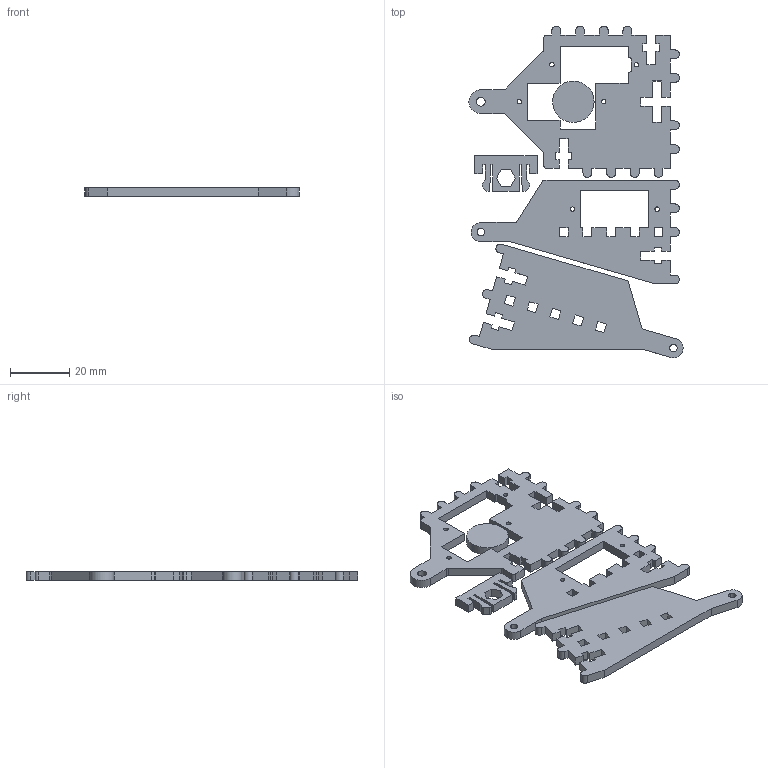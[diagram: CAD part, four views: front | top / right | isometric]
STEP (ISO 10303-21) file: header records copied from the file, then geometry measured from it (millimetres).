
FILE_DESCRIPTION(/* description */ (''),/* implementation_level */ '2;1');
FILE_NAME(/* name */ 'eye_3D_flat',/* time_stamp */ '2017-04-21T15:01:45+02:00',/* author */ (''),/* organization */ (''),/* preprocessor_version */ 'ST-DEVELOPER v15',/* originating_system */ '',/* authorisation */ '');
FILE_SCHEMA (('AUTOMOTIVE_DESIGN'));
Length unit declared in the file: millimetre
Products named in the file (1): Document
Bounding box: 72.29 x 111.92 x 3 mm (x, y, z)
Volume: 13705.3 mm3; surface area: 13207.5 mm2
Topology: 5 solids, 5 shells, 296 faces, 858 edges, 572 vertices
Faces by surface type: bspline 208, plane 88
Entity records: 9228 total; most frequent: CARTESIAN_POINT 4542, ORIENTED_EDGE 1716, EDGE_CURVE 858, VERTEX_POINT 572, EDGE_LOOP 334, ADVANCED_FACE 296, FACE_OUTER_BOUND 296, B_SPLINE_CURVE_WITH_KNOTS 234
